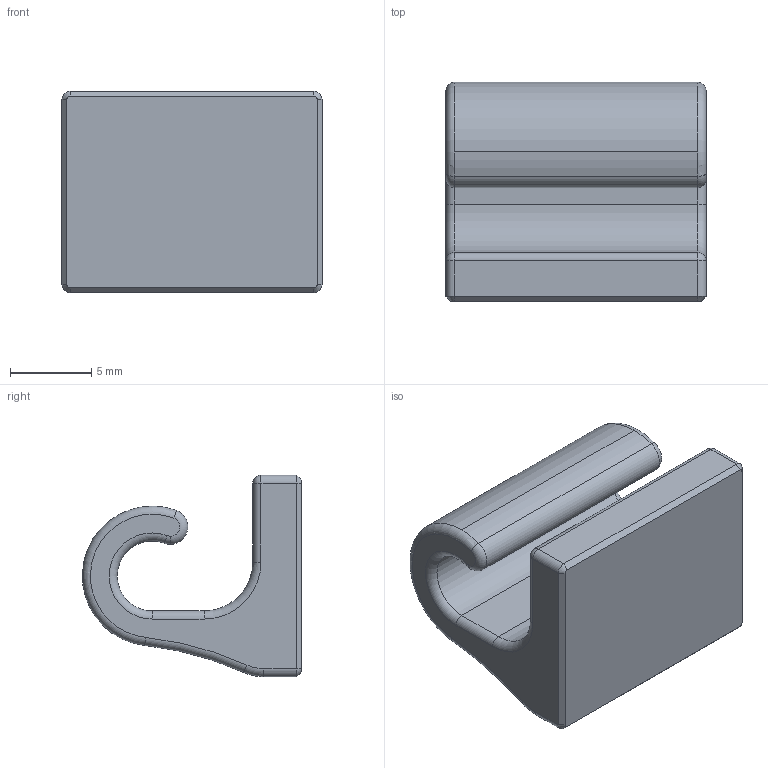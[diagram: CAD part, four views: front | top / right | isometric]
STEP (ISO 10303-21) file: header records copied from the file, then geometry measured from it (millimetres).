
FILE_DESCRIPTION (( 'STEP AP214' ), '1' );
FILE_NAME ('Cable hook.STEP', '2024-12-14T01:33:08', ( '' ), ( '' ), 'MPSTEP 2.0', 'Macroplastics Offline CAD Suite', '' );
FILE_SCHEMA (( 'UwU' ));
Length unit declared in the file: millimetre
Products named in the file (1): Cable hook
Bounding box: 16 x 13.49 x 12.4 mm (x, y, z)
Volume: 1324.2 mm3; surface area: 1155.7 mm2
Topology: 1 solids, 1 shells, 48 faces, 110 edges, 62 vertices
Faces by surface type: cylinder 17, torus 14, plane 11, cone 4, sphere 2
Entity records: 1359 total; most frequent: DIRECTION 270, CARTESIAN_POINT 219, ORIENTED_EDGE 216, AXIS2_PLACEMENT_3D 113, EDGE_CURVE 108, CIRCLE 64, VERTEX_POINT 62, ADVANCED_FACE 48
